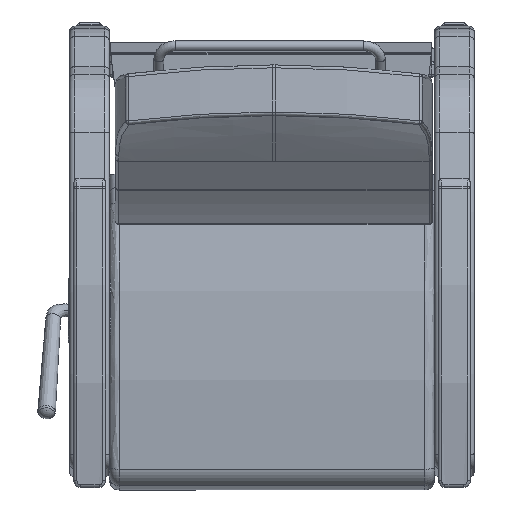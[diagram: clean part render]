
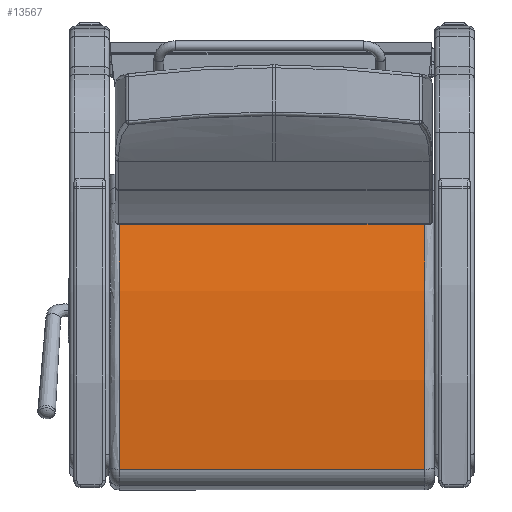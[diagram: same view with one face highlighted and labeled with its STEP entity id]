
A CAD part, front view. The second image highlights one B-rep face of the part: STEP entity #13567.
In plain terms, the highlighted free-form (B-spline) face has degree [1, 2] with [2, 3] control points.
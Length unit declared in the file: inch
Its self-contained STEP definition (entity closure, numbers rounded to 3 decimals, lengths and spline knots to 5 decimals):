
#418=(
BOUNDED_SURFACE()
B_SPLINE_SURFACE(1,2,((#34020,#34021,#34022),(#34023,#34024,#34025)),
 .UNSPECIFIED.,.F.,.F.,.F.)
B_SPLINE_SURFACE_WITH_KNOTS((2,2),(3,3),(-0.19254,0.19254),
(1.36178,1.69928),.UNSPECIFIED.)
GEOMETRIC_REPRESENTATION_ITEM()
RATIONAL_B_SPLINE_SURFACE(((1.,0.986,1.),(1.,0.986,
1.)))
REPRESENTATION_ITEM('')
SURFACE()
);
#872=ELLIPSE('',#14890,60.05357,60.);
#882=ELLIPSE('',#14918,60.05357,60.);
#1549=LINE('',#34018,#2414);
#1550=LINE('',#34027,#2415);
#2414=VECTOR('',#17262,0.3937);
#2415=VECTOR('',#17265,0.3937);
#3314=FACE_OUTER_BOUND('',#4233,.T.);
#4233=EDGE_LOOP('',(#10116,#10117,#10118,#10119));
#6350=VERTEX_POINT('',#33810);
#6351=VERTEX_POINT('',#33811);
#6376=VERTEX_POINT('',#34017);
#6377=VERTEX_POINT('',#34026);
#7731=EDGE_CURVE('',#6350,#6351,#872,.T.);
#7769=EDGE_CURVE('',#6351,#6376,#1549,.T.);
#7771=EDGE_CURVE('',#6350,#6377,#1550,.T.);
#7772=EDGE_CURVE('',#6376,#6377,#882,.T.);
#10116=ORIENTED_EDGE('',*,*,#7731,.F.);
#10117=ORIENTED_EDGE('',*,*,#7771,.T.);
#10118=ORIENTED_EDGE('',*,*,#7772,.F.);
#10119=ORIENTED_EDGE('',*,*,#7769,.F.);
#13567=ADVANCED_FACE('',(#3314),#418,.F.);
#14890=AXIS2_PLACEMENT_3D('',#33812,#17194,#17195);
#14918=AXIS2_PLACEMENT_3D('',#34028,#17266,#17267);
#17194=DIRECTION('center_axis',(0.,0.,-1.));
#17195=DIRECTION('ref_axis',(1.,0.,0.));
#17262=DIRECTION('',(0.,0.,1.));
#17265=DIRECTION('',(0.,0.,1.));
#17266=DIRECTION('center_axis',(0.,0.,1.));
#17267=DIRECTION('ref_axis',(1.,0.,0.));
#33810=CARTESIAN_POINT('',(-10.04459,1.25621,-11.5625));
#33811=CARTESIAN_POINT('',(10.1114,0.44486,-11.5625));
#33812=CARTESIAN_POINT('Origin',(-2.34979,-58.24922,-11.5625));
#34017=CARTESIAN_POINT('',(10.1114,0.44486,11.5625));
#34018=CARTESIAN_POINT('',(10.1114,0.44486,0.));
#34020=CARTESIAN_POINT('Ctrl Pts',(10.1114,0.44486,-11.5625));
#34021=CARTESIAN_POINT('Ctrl Pts',(0.10258,2.56602,-11.5625));
#34022=CARTESIAN_POINT('Ctrl Pts',(-10.04459,1.25621,-11.5625));
#34023=CARTESIAN_POINT('Ctrl Pts',(10.1114,0.44486,11.5625));
#34024=CARTESIAN_POINT('Ctrl Pts',(0.10258,2.56602,11.5625));
#34025=CARTESIAN_POINT('Ctrl Pts',(-10.04459,1.25621,11.5625));
#34026=CARTESIAN_POINT('',(-10.04459,1.25621,11.5625));
#34027=CARTESIAN_POINT('',(-10.04459,1.25621,0.));
#34028=CARTESIAN_POINT('Origin',(-2.34979,-58.24922,11.5625));
